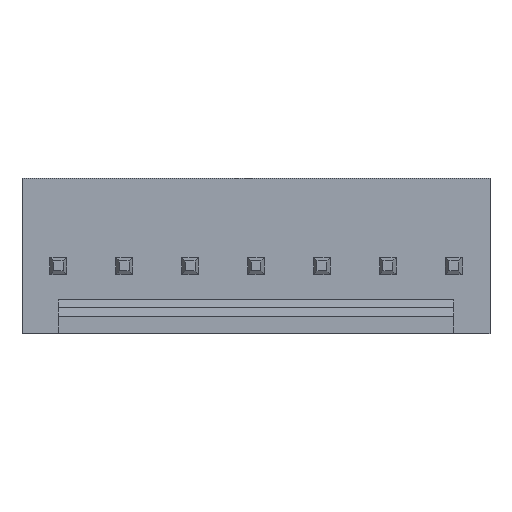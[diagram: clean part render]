
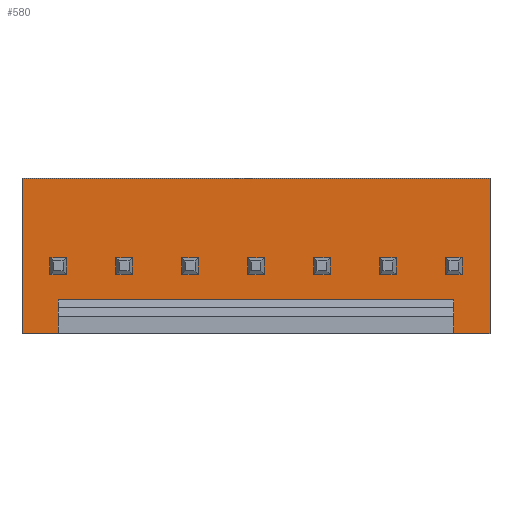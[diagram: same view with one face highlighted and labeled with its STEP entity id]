
A CAD part, top view. The second image highlights one B-rep face of the part: STEP entity #580.
In plain terms, the highlighted planar face has unit normal (0, 0, 1).
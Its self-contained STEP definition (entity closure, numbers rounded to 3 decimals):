
#580=ADVANCED_FACE('',(#1037),#1039,.T.);
#1037=FACE_BOUND('',#1038,.T.);
#1038=EDGE_LOOP('',(#1412,#1413,#1414,#1415,#1416,#1417,#1418,#1419));
#1039=PLANE('',#1040);
#1040=AXIS2_PLACEMENT_3D('',#1041,#1042,#1043);
#1041=CARTESIAN_POINT('',(16.635,-1.6,3.));
#1042=DIRECTION('',(0.,-0.,1.));
#1043=DIRECTION('',(0.,1.,0.));
#1412=ORIENTED_EDGE('',*,*,#1636,.T.);
#1413=ORIENTED_EDGE('',*,*,#1585,.T.);
#1414=ORIENTED_EDGE('',*,*,#1637,.F.);
#1415=ORIENTED_EDGE('',*,*,#1571,.F.);
#1416=ORIENTED_EDGE('',*,*,#1638,.F.);
#1417=ORIENTED_EDGE('',*,*,#1639,.F.);
#1418=ORIENTED_EDGE('',*,*,#1640,.T.);
#1419=ORIENTED_EDGE('',*,*,#1567,.F.);
#1567=EDGE_CURVE('',#1742,#1744,#1745,.F.);
#1571=EDGE_CURVE('',#1750,#1752,#1753,.F.);
#1585=EDGE_CURVE('',#1780,#1778,#1781,.T.);
#1636=EDGE_CURVE('',#1742,#1780,#1855,.T.);
#1637=EDGE_CURVE('',#1752,#1778,#1856,.T.);
#1638=EDGE_CURVE('',#1857,#1750,#1858,.T.);
#1639=EDGE_CURVE('',#1859,#1857,#1860,.T.);
#1640=EDGE_CURVE('',#1859,#1744,#1861,.T.);
#1742=VERTEX_POINT('',#2039);
#1744=VERTEX_POINT('',#2043);
#1745=LINE('',#2044,#2045);
#1750=VERTEX_POINT('',#2055);
#1752=VERTEX_POINT('',#2059);
#1753=LINE('',#2060,#2061);
#1778=VERTEX_POINT('',#2111);
#1780=VERTEX_POINT('',#2115);
#1781=LINE('',#2116,#2117);
#1855=LINE('',#2292,#2293);
#1856=LINE('',#2295,#2296);
#1857=VERTEX_POINT('',#2298);
#1858=LINE('',#2299,#2300);
#1859=VERTEX_POINT('',#2302);
#1860=LINE('',#2303,#2304);
#1861=LINE('',#2306,#2307);
#2039=CARTESIAN_POINT('',(16.635,-2.6,3.));
#2043=CARTESIAN_POINT('',(15.24,-2.6,3.));
#2044=CARTESIAN_POINT('',(15.24,-2.6,3.));
#2045=VECTOR('',#2046,1.);
#2046=DIRECTION('',(1.,0.,0.));
#2055=CARTESIAN_POINT('',(0.,-2.6,3.));
#2059=CARTESIAN_POINT('',(-1.395,-2.6,3.));
#2060=CARTESIAN_POINT('',(-1.395,-2.6,3.));
#2061=VECTOR('',#2062,1.);
#2062=DIRECTION('',(1.,0.,0.));
#2111=CARTESIAN_POINT('',(-1.395,3.4,3.));
#2115=CARTESIAN_POINT('',(16.635,3.4,3.));
#2116=CARTESIAN_POINT('',(16.635,3.4,3.));
#2117=VECTOR('',#2118,1.);
#2118=DIRECTION('',(-1.,0.,0.));
#2292=CARTESIAN_POINT('',(16.635,-2.6,3.));
#2293=VECTOR('',#2294,1.);
#2294=DIRECTION('',(0.,1.,0.));
#2295=CARTESIAN_POINT('',(-1.395,-2.6,3.));
#2296=VECTOR('',#2297,1.);
#2297=DIRECTION('',(0.,1.,0.));
#2298=CARTESIAN_POINT('',(0.,-1.6,3.));
#2299=CARTESIAN_POINT('',(0.,-1.6,3.));
#2300=VECTOR('',#2301,1.);
#2301=DIRECTION('',(0.,-1.,0.));
#2302=CARTESIAN_POINT('',(15.24,-1.6,3.));
#2303=CARTESIAN_POINT('',(15.24,-1.6,3.));
#2304=VECTOR('',#2305,1.);
#2305=DIRECTION('',(-1.,0.,0.));
#2306=CARTESIAN_POINT('',(15.24,-1.6,3.));
#2307=VECTOR('',#2308,1.);
#2308=DIRECTION('',(0.,-1.,0.));
